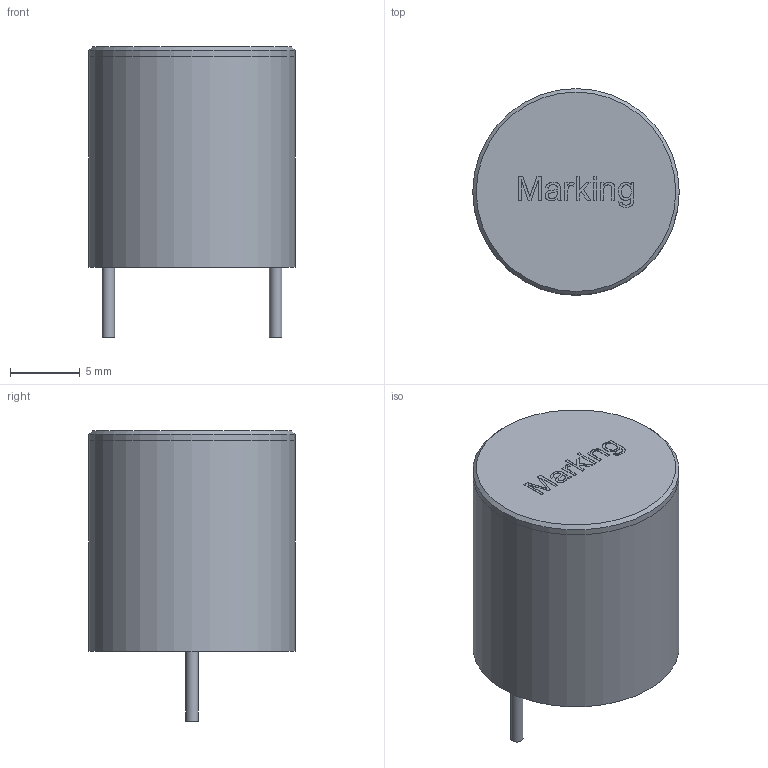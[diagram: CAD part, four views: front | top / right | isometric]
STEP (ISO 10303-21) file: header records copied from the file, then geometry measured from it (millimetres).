
FILE_DESCRIPTION(('FreeCAD Model'),'2;1');
FILE_NAME('Compound.step', '2017-03-01T11:44:05',('kicad StepUp'),('ksu MCAD'), 'Open CASCADE STEP processor 6.8','FreeCAD','Unknown');
FILE_SCHEMA(('AUTOMOTIVE_DESIGN_CC2 { 1 2 10303 214 -1 1 5 4 }'));
Length unit declared in the file: millimetre
Products named in the file (1): Compound
Bounding box: 14.8 x 14.8 x 20.8 mm (x, y, z)
Volume: 2696 mm3; surface area: 3685.9 mm2
Topology: 5 solids, 5 shells, 123 faces, 283 edges, 184 vertices
Faces by surface type: plane 78, cylinder 18, extrusion 16, cone 11
Full cylindrical faces by diameter (mm): 0.9 x2, 4.5 x2, 13.8 x4, 14.8 x2
Entity records: 4948 total; most frequent: CARTESIAN_POINT 1506, ORIENTED_EDGE 566, DIRECTION 425, EDGE_CURVE 283, VERTEX_POINT 184, AXIS2_PLACEMENT_3D 156, B_SPLINE_CURVE_WITH_KNOTS 154, FACE_BOUND 141
